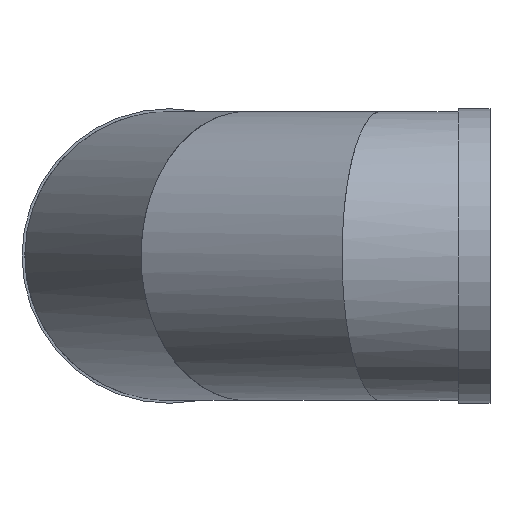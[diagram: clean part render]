
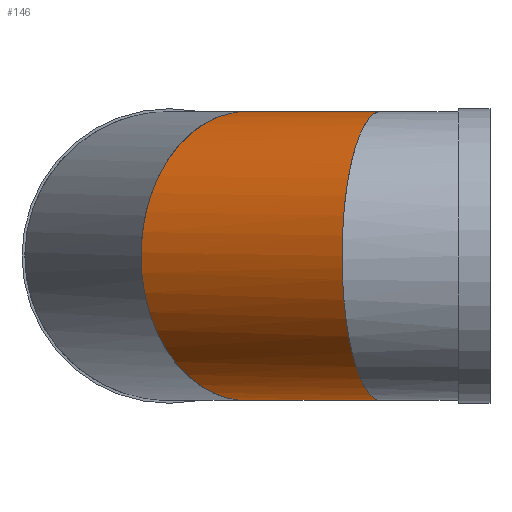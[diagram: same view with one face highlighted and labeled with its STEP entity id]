
A CAD part, left-side view. The second image highlights one B-rep face of the part: STEP entity #146.
In plain terms, the highlighted cylindrical face has radius 300 mm (diameter 600 mm), a full revolution.
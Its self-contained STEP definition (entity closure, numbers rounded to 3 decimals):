
#146 = ADVANCED_FACE( '', ( #258, #259 ), #260, .T. );
#258 = FACE_OUTER_BOUND( '', #368, .T. );
#259 = FACE_OUTER_BOUND( '', #369, .T. );
#260 = CYLINDRICAL_SURFACE( '', #370, 300. );
#368 = EDGE_LOOP( '', ( #484 ) );
#369 = EDGE_LOOP( '', ( #485 ) );
#370 = AXIS2_PLACEMENT_3D( '', #486, #487, #488 );
#484 = ORIENTED_EDGE( '', *, *, #600, .T. );
#485 = ORIENTED_EDGE( '', *, *, #584, .T. );
#486 = CARTESIAN_POINT( '', ( 680.385, 1405.23, 0. ) );
#487 = DIRECTION( '', ( 0.5, 0.866, 0. ) );
#488 = DIRECTION( '', ( 0.866, -0.5, 0. ) );
#584 = EDGE_CURVE( '', #638, #638, #639, .T. );
#600 = EDGE_CURVE( '', #664, #664, #665, .T. );
#638 = VERTEX_POINT( '', #710 );
#639 = ELLIPSE( '', #711, 310.583, 300. );
#664 = VERTEX_POINT( '', #736 );
#665 = ELLIPSE( '', #737, 310.583, 300. );
#710 = CARTESIAN_POINT( '', ( -300., 307.154, 0. ) );
#711 = AXIS2_PLACEMENT_3D( '', #784, #785, #786 );
#736 = CARTESIAN_POINT( '', ( 380.385, 285.615, 0. ) );
#737 = AXIS2_PLACEMENT_3D( '', #814, #815, #816 );
#784 = CARTESIAN_POINT( '', ( 0., 226.77, 0. ) );
#785 = DIRECTION( '', ( 0.259, 0.966, 0. ) );
#786 = DIRECTION( '', ( -0.966, 0.259, 0. ) );
#814 = CARTESIAN_POINT( '', ( 160.77, 505.23, 0. ) );
#815 = DIRECTION( '', ( -0.707, -0.707, 0. ) );
#816 = DIRECTION( '', ( 0.707, -0.707, 0. ) );
